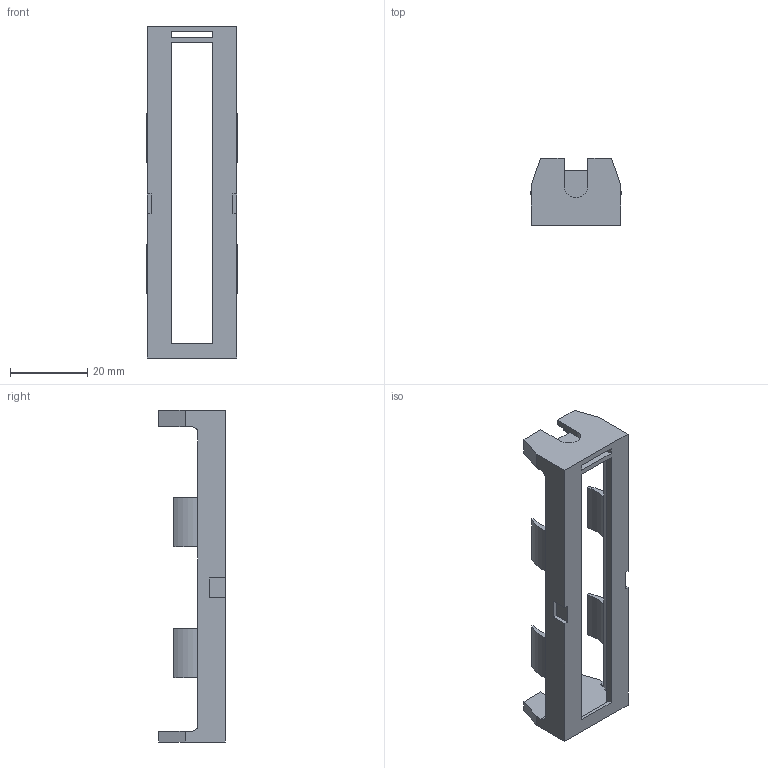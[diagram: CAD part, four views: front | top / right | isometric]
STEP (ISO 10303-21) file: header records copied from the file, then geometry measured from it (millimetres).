
FILE_DESCRIPTION(/* description */ (''),/* implementation_level */ '2;1');
FILE_NAME(/* name */ 'Battery_holder_217000 v1.stp',/* time_stamp */ '2023-07-31T10:27:31+02:00',/* author */ ('loren'),/* organization */ (''),/* preprocessor_version */ 'ST-DEVELOPER v19',/* originating_system */ 'Autodesk Inventor 2023',/* authorisation */ '');
FILE_SCHEMA (('AUTOMOTIVE_DESIGN { 1 0 10303 214 3 1 1 }'));
Length unit declared in the file: inch
Products named in the file (1): Battery_holder_217000
Bounding box: 23.28 x 17.27 x 85.69 mm (x, y, z)
Volume: 6886 mm3; surface area: 6740.5 mm2
Topology: 1 solids, 1 shells, 96 faces, 266 edges, 172 vertices
Faces by surface type: plane 79, cylinder 17
Entity records: 3202 total; most frequent: CARTESIAN_POINT 571, ORIENTED_EDGE 532, DIRECTION 494, EDGE_CURVE 266, LINE 224, VECTOR 224, VERTEX_POINT 172, AXIS2_PLACEMENT_3D 135
